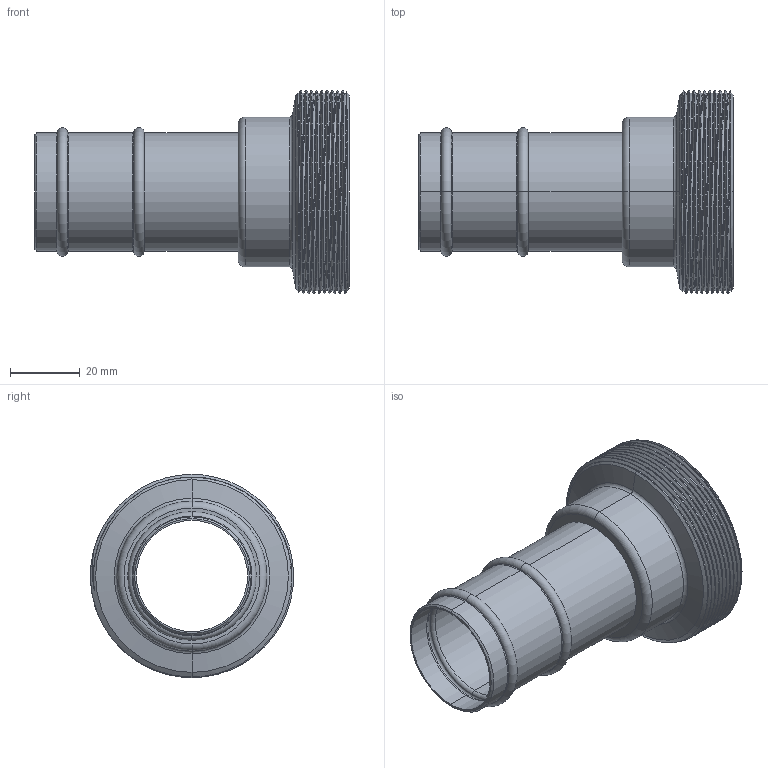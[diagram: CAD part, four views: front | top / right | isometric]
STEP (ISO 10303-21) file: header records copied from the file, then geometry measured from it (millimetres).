
FILE_DESCRIPTION (( 'STEP AP203' ), '1' );
FILE_NAME ('3D-M2045P_32_174108015.STEP', '2024-09-05T08:11:08', ( '' ), ( '' ), 'SwSTEP 2.0', 'SolidWorks 2024', '' );
FILE_SCHEMA (( 'CONFIG_CONTROL_DESIGN' ));
Length unit declared in the file: millimetre
Products named in the file (1): 3D-M2045P_32_174108015
Bounding box: 90.5 x 58.41 x 58.42 mm (x, y, z)
Volume: 37766.8 mm3; surface area: 26529.3 mm2
Topology: 1 solids, 1 shells, 83 faces, 190 edges, 112 vertices
Faces by surface type: cylinder 37, torus 28, cone 10, plane 5, bspline 3
Entity records: 4478 total; most frequent: CARTESIAN_POINT 2609, DIRECTION 396, ORIENTED_EDGE 380, EDGE_CURVE 190, AXIS2_PLACEMENT_3D 175, VERTEX_POINT 112, CIRCLE 94, EDGE_LOOP 88
